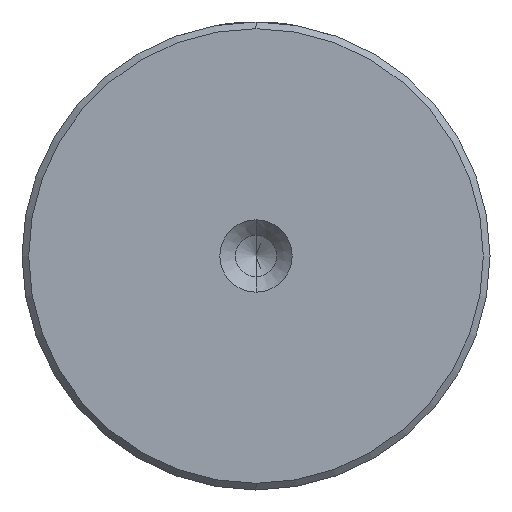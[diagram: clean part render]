
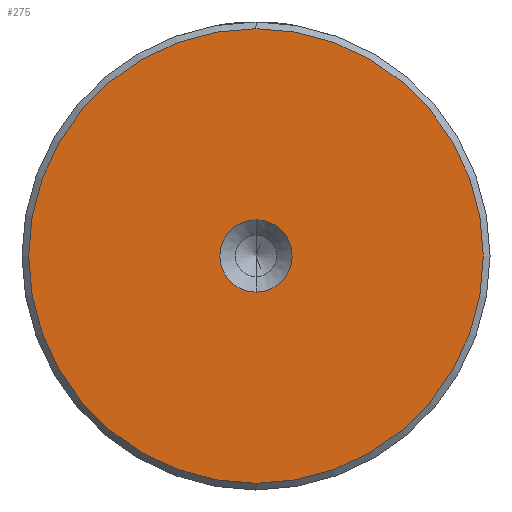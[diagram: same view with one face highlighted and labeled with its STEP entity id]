
A CAD part, left-side view. The second image highlights one B-rep face of the part: STEP entity #275.
In plain terms, the highlighted planar face has unit normal (-1, 0, 0).
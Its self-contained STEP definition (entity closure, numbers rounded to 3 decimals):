
#124 = CARTESIAN_POINT ( 'NONE',  ( 0., 0., 0. ) ) ;
#188 = DIRECTION ( 'NONE',  ( -1., 0., 0. ) ) ;
#275 = ADVANCED_FACE ( 'NONE', ( #2373, #960 ), #1548, .T. ) ;
#383 = CIRCLE ( 'NONE', #732, 2.7 ) ;
#464 = CARTESIAN_POINT ( 'NONE',  ( 0., 0., 0. ) ) ;
#470 = ORIENTED_EDGE ( 'NONE', *, *, #1570, .F. ) ;
#502 = AXIS2_PLACEMENT_3D ( 'NONE', #1311, #188, #1511 ) ;
#634 = EDGE_LOOP ( 'NONE', ( #1646, #470 ) ) ;
#642 = DIRECTION ( 'NONE',  ( 0., 0., 1. ) ) ;
#732 = AXIS2_PLACEMENT_3D ( 'NONE', #464, #1757, #642 ) ;
#779 = DIRECTION ( 'NONE',  ( 0., 0., 1. ) ) ;
#811 = ORIENTED_EDGE ( 'NONE', *, *, #2231, .T. ) ;
#937 = DIRECTION ( 'NONE',  ( -1., 0., 0. ) ) ;
#941 = EDGE_LOOP ( 'NONE', ( #1565, #811 ) ) ;
#960 = FACE_BOUND ( 'NONE', #634, .T. ) ;
#1095 = CARTESIAN_POINT ( 'NONE',  ( 0., 0., 17. ) ) ;
#1127 = CARTESIAN_POINT ( 'NONE',  ( 0., 0., -2.7 ) ) ;
#1212 = VERTEX_POINT ( 'NONE', #1127 ) ;
#1241 = EDGE_CURVE ( 'NONE', #2445, #1212, #1473, .T. ) ;
#1270 = CIRCLE ( 'NONE', #1792, 17. ) ;
#1311 = CARTESIAN_POINT ( 'NONE',  ( 0., 0., 0. ) ) ;
#1450 = VERTEX_POINT ( 'NONE', #1581 ) ;
#1473 = CIRCLE ( 'NONE', #1586, 2.7 ) ;
#1511 = DIRECTION ( 'NONE',  ( 0., 0., 1. ) ) ;
#1513 = VERTEX_POINT ( 'NONE', #1095 ) ;
#1521 = DIRECTION ( 'NONE',  ( 0., 0., 1. ) ) ;
#1527 = DIRECTION ( 'NONE',  ( -1., 0., 0. ) ) ;
#1545 = CARTESIAN_POINT ( 'NONE',  ( 0., 0., 0. ) ) ;
#1548 = PLANE ( 'NONE',  #1576 ) ;
#1565 = ORIENTED_EDGE ( 'NONE', *, *, #2303, .T. ) ;
#1570 = EDGE_CURVE ( 'NONE', #1212, #2445, #383, .T. ) ;
#1576 = AXIS2_PLACEMENT_3D ( 'NONE', #1545, #1527, #1521 ) ;
#1581 = CARTESIAN_POINT ( 'NONE',  ( 0., 0., -17. ) ) ;
#1586 = AXIS2_PLACEMENT_3D ( 'NONE', #124, #1895, #779 ) ;
#1646 = ORIENTED_EDGE ( 'NONE', *, *, #1241, .F. ) ;
#1757 = DIRECTION ( 'NONE',  ( -1., 0., 0. ) ) ;
#1792 = AXIS2_PLACEMENT_3D ( 'NONE', #2059, #937, #2241 ) ;
#1895 = DIRECTION ( 'NONE',  ( -1., 0., 0. ) ) ;
#2059 = CARTESIAN_POINT ( 'NONE',  ( 0., 0., 0. ) ) ;
#2136 = CARTESIAN_POINT ( 'NONE',  ( 0., 0., 2.7 ) ) ;
#2228 = CIRCLE ( 'NONE', #502, 17. ) ;
#2231 = EDGE_CURVE ( 'NONE', #1513, #1450, #1270, .T. ) ;
#2241 = DIRECTION ( 'NONE',  ( 0., 0., 1. ) ) ;
#2303 = EDGE_CURVE ( 'NONE', #1450, #1513, #2228, .T. ) ;
#2373 = FACE_OUTER_BOUND ( 'NONE', #941, .T. ) ;
#2445 = VERTEX_POINT ( 'NONE', #2136 ) ;
